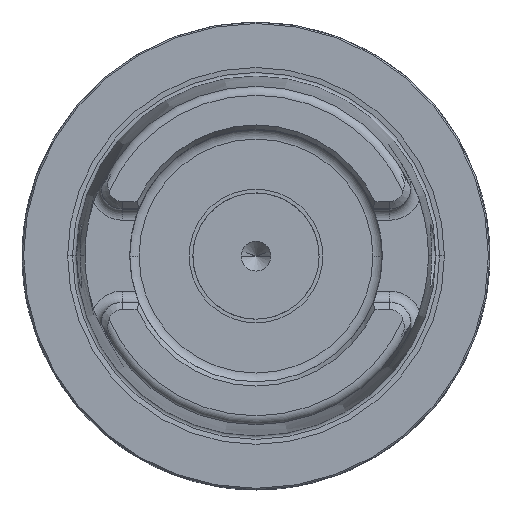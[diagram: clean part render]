
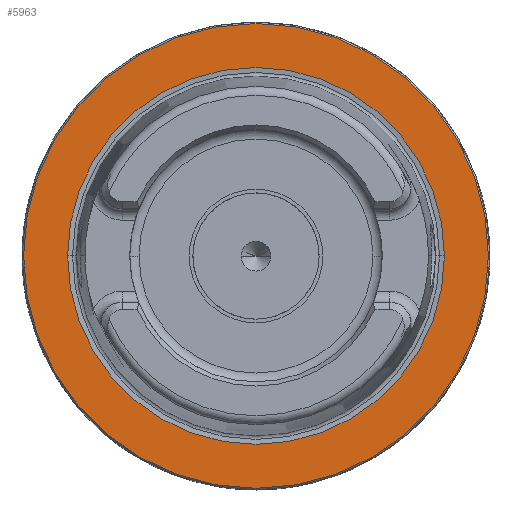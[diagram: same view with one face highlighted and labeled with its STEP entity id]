
A CAD part, top view. The second image highlights one B-rep face of the part: STEP entity #5963.
In plain terms, the highlighted planar face has unit normal (0, 0, 1).
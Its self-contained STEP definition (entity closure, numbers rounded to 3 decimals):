
#1581=CARTESIAN_POINT('',(0.,0.,0.));
#1582=DIRECTION('',(0.,0.,1.));
#1583=DIRECTION('',(1.,0.,0.));
#1584=AXIS2_PLACEMENT_3D('',#1581,#1582,#1583);
#1597=CARTESIAN_POINT('',(0.,0.,0.));
#1598=DIRECTION('',(0.,0.,-1.));
#1599=DIRECTION('',(1.,0.,0.));
#1600=AXIS2_PLACEMENT_3D('',#1597,#1598,#1599);
#1619=CARTESIAN_POINT('',(0.,0.,0.));
#1620=DIRECTION('',(0.,0.,1.));
#1621=DIRECTION('',(1.,0.,0.));
#1622=AXIS2_PLACEMENT_3D('',#1619,#1620,#1621);
#4213=CARTESIAN_POINT('',(0.,0.,0.));
#4214=DIRECTION('',(0.,0.,-1.));
#4215=DIRECTION('',(1.,0.,0.));
#4216=AXIS2_PLACEMENT_3D('',#4213,#4214,#4215);
#4587=CARTESIAN_POINT('',(25.374,0.,0.));
#4589=VERTEX_POINT('',#4587);
#4599=CARTESIAN_POINT('',(-25.374,0.,0.));
#4601=VERTEX_POINT('',#4599);
#4835=CARTESIAN_POINT('',(31.3,0.,0.));
#4836=CARTESIAN_POINT('',(-31.3,0.,0.));
#4837=VERTEX_POINT('',#4835);
#4838=VERTEX_POINT('',#4836);
#5947=CARTESIAN_POINT('',(0.,0.,0.));
#5948=DIRECTION('',(0.,0.,-1.));
#5949=DIRECTION('',(-1.,0.,0.));
#5950=AXIS2_PLACEMENT_3D('',#5947,#5948,#5949);
#5951=PLANE('',#5950);
#5952=ORIENTED_EDGE('',*,*,#5937,.F.);
#5954=ORIENTED_EDGE('',*,*,#5953,.T.);
#5955=EDGE_LOOP('',(#5952,#5954));
#5956=FACE_OUTER_BOUND('',#5955,.F.);
#5958=ORIENTED_EDGE('',*,*,#5957,.F.);
#5960=ORIENTED_EDGE('',*,*,#5959,.T.);
#5961=EDGE_LOOP('',(#5958,#5960));
#5962=FACE_BOUND('',#5961,.F.);
#1585=CIRCLE('',#1584,31.3);
#1601=CIRCLE('',#1600,25.374);
#1623=CIRCLE('',#1622,25.374);
#4217=CIRCLE('',#4216,31.3);
#5937=EDGE_CURVE('',#4837,#4838,#1585,.T.);
#5953=EDGE_CURVE('',#4837,#4838,#4217,.T.);
#5957=EDGE_CURVE('',#4589,#4601,#1601,.T.);
#5959=EDGE_CURVE('',#4589,#4601,#1623,.T.);
#5963=ADVANCED_FACE('',(#5956,#5962),#5951,.F.);
